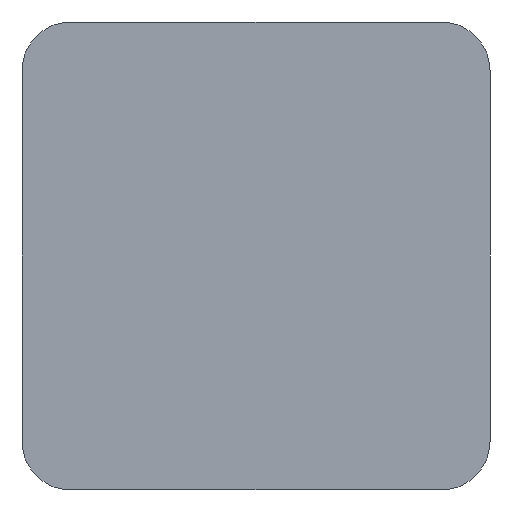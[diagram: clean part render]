
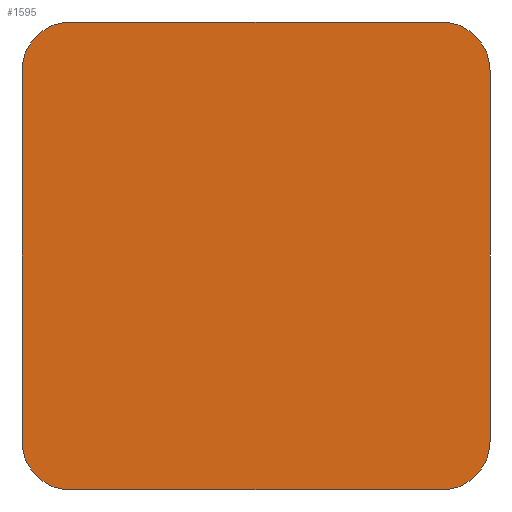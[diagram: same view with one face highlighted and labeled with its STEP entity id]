
A CAD part, front view. The second image highlights one B-rep face of the part: STEP entity #1595.
In plain terms, the highlighted planar face has unit normal (0, -1, 0).
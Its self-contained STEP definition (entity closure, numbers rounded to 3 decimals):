
#65=PLANE('',#1725);
#138=FACE_OUTER_BOUND('',#232,.T.);
#232=EDGE_LOOP('',(#1204,#1205,#1206,#1207,#1208,#1209,#1210,#1211));
#320=LINE('',#2292,#502);
#338=LINE('',#2337,#520);
#349=LINE('',#2371,#531);
#350=LINE('',#2373,#532);
#502=VECTOR('',#1838,10.);
#520=VECTOR('',#1870,10.);
#531=VECTOR('',#1911,10.);
#532=VECTOR('',#1914,10.);
#680=CIRCLE('',#1689,5.);
#685=CIRCLE('',#1697,5.);
#686=CIRCLE('',#1700,5.);
#687=CIRCLE('',#1702,5.);
#724=VERTEX_POINT('',#2279);
#725=VERTEX_POINT('',#2280);
#729=VERTEX_POINT('',#2290);
#747=VERTEX_POINT('',#2330);
#748=VERTEX_POINT('',#2331);
#749=VERTEX_POINT('',#2336);
#750=VERTEX_POINT('',#2340);
#751=VERTEX_POINT('',#2344);
#874=EDGE_CURVE('',#724,#725,#680,.T.);
#880=EDGE_CURVE('',#724,#729,#320,.T.);
#899=EDGE_CURVE('',#747,#748,#685,.T.);
#902=EDGE_CURVE('',#749,#748,#338,.T.);
#904=EDGE_CURVE('',#749,#750,#686,.T.);
#906=EDGE_CURVE('',#751,#729,#687,.T.);
#919=EDGE_CURVE('',#751,#750,#349,.T.);
#920=EDGE_CURVE('',#747,#725,#350,.T.);
#1204=ORIENTED_EDGE('',*,*,#874,.F.);
#1205=ORIENTED_EDGE('',*,*,#880,.T.);
#1206=ORIENTED_EDGE('',*,*,#906,.F.);
#1207=ORIENTED_EDGE('',*,*,#919,.T.);
#1208=ORIENTED_EDGE('',*,*,#904,.F.);
#1209=ORIENTED_EDGE('',*,*,#902,.T.);
#1210=ORIENTED_EDGE('',*,*,#899,.F.);
#1211=ORIENTED_EDGE('',*,*,#920,.T.);
#1595=ADVANCED_FACE('',(#138),#65,.T.);
#1689=AXIS2_PLACEMENT_3D('',#2281,#1828,#1829);
#1697=AXIS2_PLACEMENT_3D('',#2332,#1864,#1865);
#1700=AXIS2_PLACEMENT_3D('',#2341,#1874,#1875);
#1702=AXIS2_PLACEMENT_3D('',#2345,#1879,#1880);
#1725=AXIS2_PLACEMENT_3D('',#2397,#1942,#1943);
#1828=DIRECTION('center_axis',(0.,1.,0.));
#1829=DIRECTION('ref_axis',(0.707,0.,-0.707));
#1838=DIRECTION('',(0.,0.,1.));
#1864=DIRECTION('center_axis',(0.,1.,0.));
#1865=DIRECTION('ref_axis',(-0.707,0.,-0.707));
#1870=DIRECTION('',(0.,0.,-1.));
#1874=DIRECTION('center_axis',(0.,1.,0.));
#1875=DIRECTION('ref_axis',(-0.707,0.,0.707));
#1879=DIRECTION('center_axis',(0.,1.,0.));
#1880=DIRECTION('ref_axis',(0.707,0.,0.707));
#1911=DIRECTION('',(-1.,0.,0.));
#1914=DIRECTION('',(1.,0.,0.));
#1942=DIRECTION('center_axis',(0.,-1.,0.));
#1943=DIRECTION('ref_axis',(0.,0.,-1.));
#2279=CARTESIAN_POINT('',(42.5,-12.,-7.75));
#2280=CARTESIAN_POINT('',(37.5,-12.,-12.75));
#2281=CARTESIAN_POINT('Origin',(37.5,-12.,-7.75));
#2290=CARTESIAN_POINT('',(42.5,-12.,30.25));
#2292=CARTESIAN_POINT('',(42.5,-12.,35.25));
#2330=CARTESIAN_POINT('',(-0.5,-12.,-12.75));
#2331=CARTESIAN_POINT('',(-5.5,-12.,-7.75));
#2332=CARTESIAN_POINT('Origin',(-0.5,-12.,-7.75));
#2336=CARTESIAN_POINT('',(-5.5,-12.,30.25));
#2337=CARTESIAN_POINT('',(-5.5,-12.,-12.75));
#2340=CARTESIAN_POINT('',(-0.5,-12.,35.25));
#2341=CARTESIAN_POINT('Origin',(-0.5,-12.,30.25));
#2344=CARTESIAN_POINT('',(37.5,-12.,35.25));
#2345=CARTESIAN_POINT('Origin',(37.5,-12.,30.25));
#2371=CARTESIAN_POINT('',(-5.5,-12.,35.25));
#2373=CARTESIAN_POINT('',(42.5,-12.,-12.75));
#2397=CARTESIAN_POINT('Origin',(18.5,-12.,11.25));
